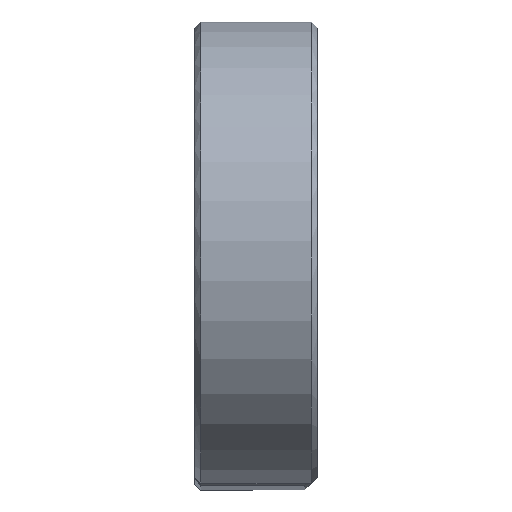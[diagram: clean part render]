
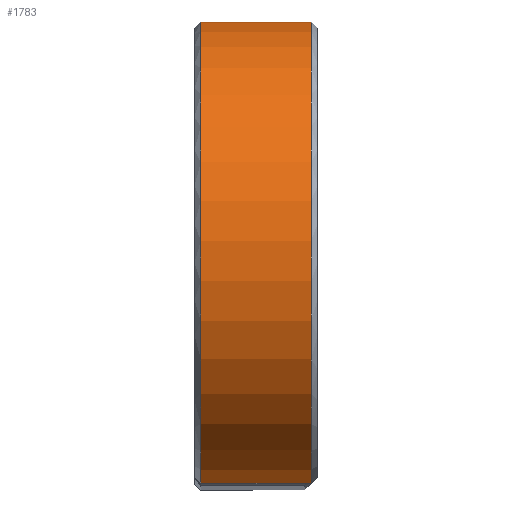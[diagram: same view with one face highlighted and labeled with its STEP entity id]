
A CAD part, left-side view. The second image highlights one B-rep face of the part: STEP entity #1783.
In plain terms, the highlighted cylindrical face has radius 19.05 mm (diameter 38.1 mm), a partial arc.
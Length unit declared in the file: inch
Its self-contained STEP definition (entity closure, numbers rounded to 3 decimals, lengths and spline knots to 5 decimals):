
#34=FACE_BOUND('',#232,.T.);
#136=FACE_OUTER_BOUND('',#231,.T.);
#231=EDGE_LOOP('',(#1291,#1292,#1293,#1294));
#232=EDGE_LOOP('',(#1295,#1296));
#323=B_SPLINE_CURVE_WITH_KNOTS('',3,(#2868,#2869,#2870,#2871,#2872,#2873,
#2874,#2875,#2876,#2877,#2878,#2879,#2880,#2881,#2882,#2883,#2884,#2885,
#2886,#2887),.UNSPECIFIED.,.F.,.F.,(4,2,2,2,2,2,2,2,2,4),(1.12387,
1.23341,1.34295,1.49425,1.64555,1.82923,
2.01291,2.13033,2.18904,2.24774),
 .UNSPECIFIED.);
#324=B_SPLINE_CURVE_WITH_KNOTS('',3,(#2888,#2889,#2890,#2891,#2892,#2893,
#2894,#2895,#2896,#2897,#2898,#2899,#2900,#2901,#2902,#2903,#2904,#2905,
#2906,#2907),.UNSPECIFIED.,.F.,.F.,(4,2,2,2,2,2,2,2,2,4),(2.24774,
2.30645,2.36516,2.48258,2.66626,2.84994,
3.00124,3.15254,3.26208,3.37162),
 .UNSPECIFIED.);
#391=LINE('',#2914,#516);
#392=LINE('',#2917,#517);
#516=VECTOR('',#2268,0.3537);
#517=VECTOR('',#2271,0.3537);
#654=CIRCLE('',#1949,0.75);
#655=CIRCLE('',#1950,0.75);
#798=VERTEX_POINT('',#2866);
#799=VERTEX_POINT('',#2867);
#800=VERTEX_POINT('',#2910);
#801=VERTEX_POINT('',#2911);
#802=VERTEX_POINT('',#2913);
#803=VERTEX_POINT('',#2915);
#994=EDGE_CURVE('',#798,#799,#323,.T.);
#995=EDGE_CURVE('',#799,#798,#324,.T.);
#997=EDGE_CURVE('',#800,#801,#654,.T.);
#998=EDGE_CURVE('',#800,#802,#391,.T.);
#999=EDGE_CURVE('',#802,#803,#655,.T.);
#1000=EDGE_CURVE('',#803,#801,#392,.T.);
#1291=ORIENTED_EDGE('',*,*,#997,.F.);
#1292=ORIENTED_EDGE('',*,*,#998,.T.);
#1293=ORIENTED_EDGE('',*,*,#999,.T.);
#1294=ORIENTED_EDGE('',*,*,#1000,.T.);
#1295=ORIENTED_EDGE('',*,*,#994,.T.);
#1296=ORIENTED_EDGE('',*,*,#995,.T.);
#1732=CYLINDRICAL_SURFACE('',#1948,0.75);
#1783=ADVANCED_FACE('',(#136,#34),#1732,.T.);
#1948=AXIS2_PLACEMENT_3D('',#2909,#2264,#2265);
#1949=AXIS2_PLACEMENT_3D('',#2912,#2266,#2267);
#1950=AXIS2_PLACEMENT_3D('',#2916,#2269,#2270);
#2264=DIRECTION('center_axis',(0.,-1.,0.));
#2265=DIRECTION('ref_axis',(-0.664,0.,0.748));
#2266=DIRECTION('center_axis',(0.,1.,0.));
#2267=DIRECTION('ref_axis',(-0.246,0.,-0.969));
#2268=DIRECTION('',(0.,-1.,0.));
#2269=DIRECTION('center_axis',(0.,1.,0.));
#2270=DIRECTION('ref_axis',(-0.246,0.,-0.969));
#2271=DIRECTION('',(0.,1.,0.));
#2866=CARTESIAN_POINT('',(0.36198,0.19685,0.65687));
#2867=CARTESIAN_POINT('',(0.61739,0.19685,0.42583));
#2868=CARTESIAN_POINT('Ctrl Pts',(0.36198,0.19685,0.65687));
#2869=CARTESIAN_POINT('Ctrl Pts',(0.36198,0.21123,0.65687));
#2870=CARTESIAN_POINT('Ctrl Pts',(0.36496,0.22635,0.65525));
#2871=CARTESIAN_POINT('Ctrl Pts',(0.37641,0.25369,0.64874));
#2872=CARTESIAN_POINT('Ctrl Pts',(0.38485,0.26591,0.64382));
#2873=CARTESIAN_POINT('Ctrl Pts',(0.40665,0.28862,0.63036));
#2874=CARTESIAN_POINT('Ctrl Pts',(0.42239,0.29871,0.62008));
#2875=CARTESIAN_POINT('Ctrl Pts',(0.45511,0.31139,0.59648));
#2876=CARTESIAN_POINT('Ctrl Pts',(0.47206,0.314,0.58314));
#2877=CARTESIAN_POINT('Ctrl Pts',(0.50548,0.314,0.55459));
#2878=CARTESIAN_POINT('Ctrl Pts',(0.5244,0.31022,0.53677));
#2879=CARTESIAN_POINT('Ctrl Pts',(0.55884,0.29558,0.50082));
#2880=CARTESIAN_POINT('Ctrl Pts',(0.57439,0.28484,0.48268));
#2881=CARTESIAN_POINT('Ctrl Pts',(0.59484,0.26287,0.45697));
#2882=CARTESIAN_POINT('Ctrl Pts',(0.6026,0.25203,0.44662));
#2883=CARTESIAN_POINT('Ctrl Pts',(0.61104,0.23306,0.43492));
#2884=CARTESIAN_POINT('Ctrl Pts',(0.61334,0.22628,0.43165));
#2885=CARTESIAN_POINT('Ctrl Pts',(0.61651,0.21203,0.42711));
#2886=CARTESIAN_POINT('Ctrl Pts',(0.61739,0.20455,0.42583));
#2887=CARTESIAN_POINT('Ctrl Pts',(0.61739,0.19685,0.42583));
#2888=CARTESIAN_POINT('Ctrl Pts',(0.61739,0.19685,0.42583));
#2889=CARTESIAN_POINT('Ctrl Pts',(0.61739,0.18915,0.42583));
#2890=CARTESIAN_POINT('Ctrl Pts',(0.61651,0.18167,0.42711));
#2891=CARTESIAN_POINT('Ctrl Pts',(0.61334,0.16742,0.43165));
#2892=CARTESIAN_POINT('Ctrl Pts',(0.61104,0.16064,0.43492));
#2893=CARTESIAN_POINT('Ctrl Pts',(0.6026,0.14167,0.44662));
#2894=CARTESIAN_POINT('Ctrl Pts',(0.59484,0.13083,0.45697));
#2895=CARTESIAN_POINT('Ctrl Pts',(0.57439,0.10886,0.48268));
#2896=CARTESIAN_POINT('Ctrl Pts',(0.55884,0.09812,
0.50082));
#2897=CARTESIAN_POINT('Ctrl Pts',(0.5244,0.08348,
0.53677));
#2898=CARTESIAN_POINT('Ctrl Pts',(0.50548,0.0797,0.55459));
#2899=CARTESIAN_POINT('Ctrl Pts',(0.47206,0.0797,0.58314));
#2900=CARTESIAN_POINT('Ctrl Pts',(0.45511,0.08231,
0.59648));
#2901=CARTESIAN_POINT('Ctrl Pts',(0.42239,0.09499,
0.62008));
#2902=CARTESIAN_POINT('Ctrl Pts',(0.40665,0.10508,0.63036));
#2903=CARTESIAN_POINT('Ctrl Pts',(0.38485,0.12779,0.64382));
#2904=CARTESIAN_POINT('Ctrl Pts',(0.37641,0.14001,0.64874));
#2905=CARTESIAN_POINT('Ctrl Pts',(0.36496,0.16735,0.65525));
#2906=CARTESIAN_POINT('Ctrl Pts',(0.36198,0.18247,0.65687));
#2907=CARTESIAN_POINT('Ctrl Pts',(0.36198,0.19685,0.65687));
#2909=CARTESIAN_POINT('Origin',(0.,0.3937,0.));
#2910=CARTESIAN_POINT('',(-0.18427,0.3737,-0.72701));
#2911=CARTESIAN_POINT('',(0.74377,0.3737,0.09644));
#2912=CARTESIAN_POINT('Origin',(0.,0.3737,0.));
#2913=CARTESIAN_POINT('',(-0.18427,0.02,-0.72701));
#2914=CARTESIAN_POINT('',(-0.18427,0.3737,-0.72701));
#2915=CARTESIAN_POINT('',(0.74377,0.02,0.09644));
#2916=CARTESIAN_POINT('Origin',(0.,0.02,0.));
#2917=CARTESIAN_POINT('',(0.74377,0.02,0.09644));
